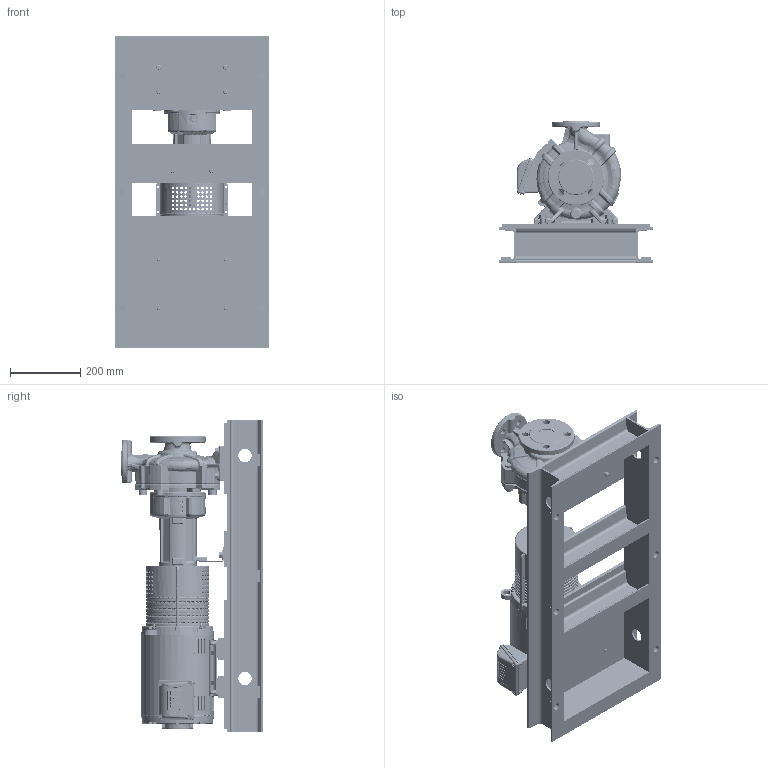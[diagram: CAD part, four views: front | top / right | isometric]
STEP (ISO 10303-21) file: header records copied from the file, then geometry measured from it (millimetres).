
FILE_DESCRIPTION (( 'STEP AP203' ), '1' );
FILE_NAME ('3325222 - NL-HE 2x1.25x6-7.5-182_4T-460-2-ODP.step', '2020-12-22T20:28:53', ( '' ), ( '' ), 'SwSTEP 2.0', 'SolidWorks 2020', '' );
FILE_SCHEMA (( 'CONFIG_CONTROL_DESIGN' ));
Length unit declared in the file: inch
Products named in the file (23): DRILLING[stp]_3322976 - NL-HE BASE #3 DRILLED - 35; NL-HE MOT RISER[stp]_3322557 - NL-HE MOT RISER #4A [2.5 x 2 x 0.63]; 2 POLE[stp]_2710278 - NEMA H2 7.5HP 184T 3~208-230_460 ODP; 3322660 - 3_8in x 0.812in OD ZINC STEEL FLAT WASHER[stp]_98023A031; 3322658 - 1_2in x 1.062in OD ZINC STEEL FLAT WASHER[stp]_91860A033; 10# C CHANNEL[stp]_####### - 10# x 35in; MOT PLATE[stp]_MOT PLATE #6; BBRCKT PLATE[stp]_B.B PLATE #6; 4107249 - 1_2COUPLING GUARD-PP-SG.25[stp]; PE PLATE[stp]_P.E PLATE #6; COUPLING GRD[stp]_3323307 - NL-HE COUPLING GUARD ASSEMBLY SG.25; 3322662 - 3_8in-16 ZINC GRADE 5 HEX NUT[stp]_95462A031; CONF - BOLT - [1_2in-13][stp]_3323258 - 1_2in-13 x 1.5in A307 HD GALV HEX BOLT; 10# C CHANNEL[stp]_####### - 10# x 13.5in; BASE 10# ASSY[stp]_3322764 - NL-HE BASE #3 - BASEKIT 35; BASE 10#[stp]_3322636 - NL-HE RAW BASE #3-143_5T,182_4T; CONF - STUD - [3_8in-16][stp]_3323272 - 3_8in-16 GR.A MGLV STD 2.125in .85inA .60inB; 9149643 - Atmos GIGA-N 2x1.25x6-D-L4; 2710278 - NEMA H2 7.5HP 184T 3~208-230_460 ODP[stp]; 3325222 - NL-HE 2x1.25x6-7.5-182_4T-460-2-ODP; 10# ANGLE WASHER[stp]; CONF - BOLT - [1_2in-13][stp]_3323256 - 1_2in-13 x 1in (FT) A307 HD GALV HEX BOLT
Assembly tree (51 placements, depth 4):
  DRILLING[stp]_3322976 - NL-HE BASE #3 DRILLED - 35
  3325222 - NL-HE 2x1.25x6-7.5-182_4T-460-2-ODP
    9149643 - Atmos GIGA-N 2x1.25x6-D-L4
    2 POLE[stp]_2710278 - NEMA H2 7.5HP 184T 3~208-230_460 ODP
      2710278 - NEMA H2 7.5HP 184T 3~208-230_460 ODP[stp]
    BASE 10# ASSY[stp]_3322764 - NL-HE BASE #3 - BASEKIT 35
      BASE 10#[stp]_3322636 - NL-HE RAW BASE #3-143_5T,182_4T
        10# C CHANNEL[stp]_####### - 10# x 35in
        10# C CHANNEL[stp]_####### - 10# x 13.5in  x4
        PE PLATE[stp]_P.E PLATE #6
        BBRCKT PLATE[stp]_B.B PLATE #6
        MOT PLATE[stp]_MOT PLATE #6
        10# C CHANNEL[stp]_####### - 10# x 35in
        10# ANGLE WASHER[stp]  x6
      NL-HE MOT RISER[stp]_3322557 - NL-HE MOT RISER #4A [2.5 x 2 x 0.63]  x4
      CONF - BOLT - [1_2in-13][stp]_3323258 - 1_2in-13 x 1.5in A307 HD GALV HEX BOLT  x4
      3322658 - 1_2in x 1.062in OD ZINC STEEL FLAT WASHER[stp]_91860A033  x6
      CONF - BOLT - [1_2in-13][stp]_3323256 - 1_2in-13 x 1in (FT) A307 HD GALV HEX BOLT  x2
      CONF - STUD - [3_8in-16][stp]_3323272 - 3_8in-16 GR.A MGLV STD 2.125in .85inA .60inB  x4
      3322662 - 3_8in-16 ZINC GRADE 5 HEX NUT[stp]_95462A031  x4
      3322660 - 3_8in x 0.812in OD ZINC STEEL FLAT WASHER[stp]_98023A031  x4
    COUPLING GRD[stp]_3323307 - NL-HE COUPLING GUARD ASSEMBLY SG.25
      4107249 - 1_2COUPLING GUARD-PP-SG.25[stp]  x2
Bounding box: 438.9 x 402.01 x 889 mm (x, y, z)
Volume: 25642978.3 mm3; surface area: 3282883.3 mm2
Topology: 49 solids, 53 shells, 7828 faces, 19150 edges, 11474 vertices
Faces by surface type: bspline 3323, cylinder 1867, plane 1382, cone 1044, sphere 196, torus 16
Entity records: 398003 total; most frequent: CARTESIAN_POINT 276002, ORIENTED_EDGE 30070, DIRECTION 17139, EDGE_CURVE 15035, VERTEX_POINT 9075, B_SPLINE_CURVE_WITH_KNOTS 6828, AXIS2_PLACEMENT_3D 6600, EDGE_LOOP 6574
